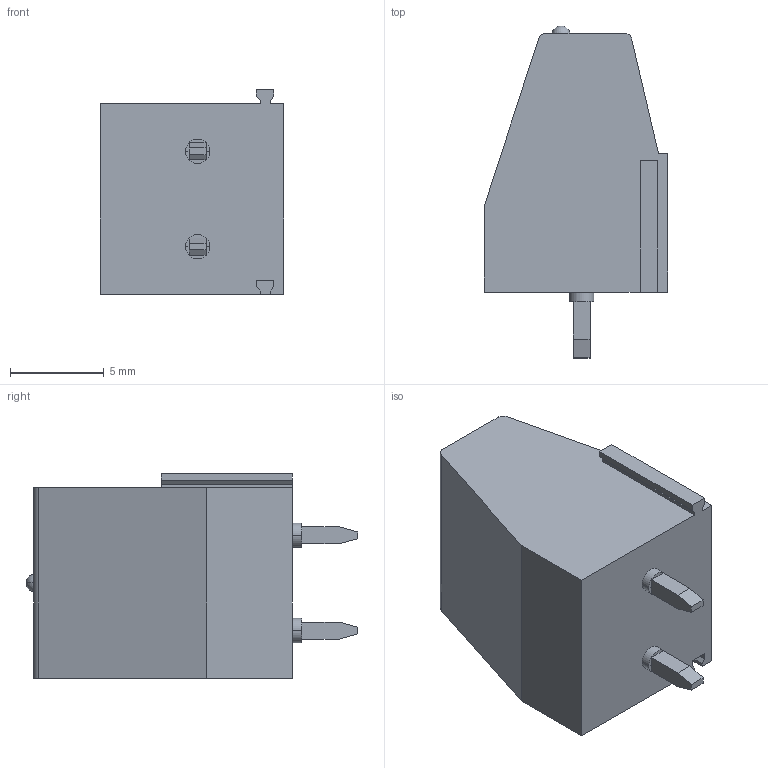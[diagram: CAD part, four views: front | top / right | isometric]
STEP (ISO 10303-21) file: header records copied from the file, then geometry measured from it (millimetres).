
FILE_DESCRIPTION(('SolidDesigner STEP Export'),'1');
FILE_NAME('mkds_1.5-2-5.08.stp','2000-06-20T13:36:37',(''),(''), 'SolidDesigner STEP processor Version: 7.0(Mar 1999)for AP214(CD)(Solid Model)', 'CoCreate SolidDesigner: 07.50 21-Dec-99(C) CoCreate Software GmbH','');
FILE_SCHEMA(('AUTOMOTIVE_DESIGN_CC2 {1 2 10303 214 -1 1 5 1}'));
Length unit declared in the file: millimetre
Products named in the file (2): mkds_1.5-2-5.08
Assembly tree (1 placements, depth 2):
  mkds_1.5-2-5.08
    mkds_1.5-2-5.08
Bounding box: 9.8 x 17.7 x 10.9 mm (x, y, z)
Volume: 1079.3 mm3; surface area: 858.1 mm2
Topology: 1 solids, 1 shells, 144 faces, 365 edges, 236 vertices
Faces by surface type: plane 106, cylinder 36, sphere 2
Entity records: 5159 total; most frequent: ORIENTED_EDGE 730, CARTESIAN_POINT 674, DIRECTION 625, EDGE_CURVE 365, VECTOR 251, LINE 251, VERTEX_POINT 236, AXIS2_PLACEMENT_3D 187
